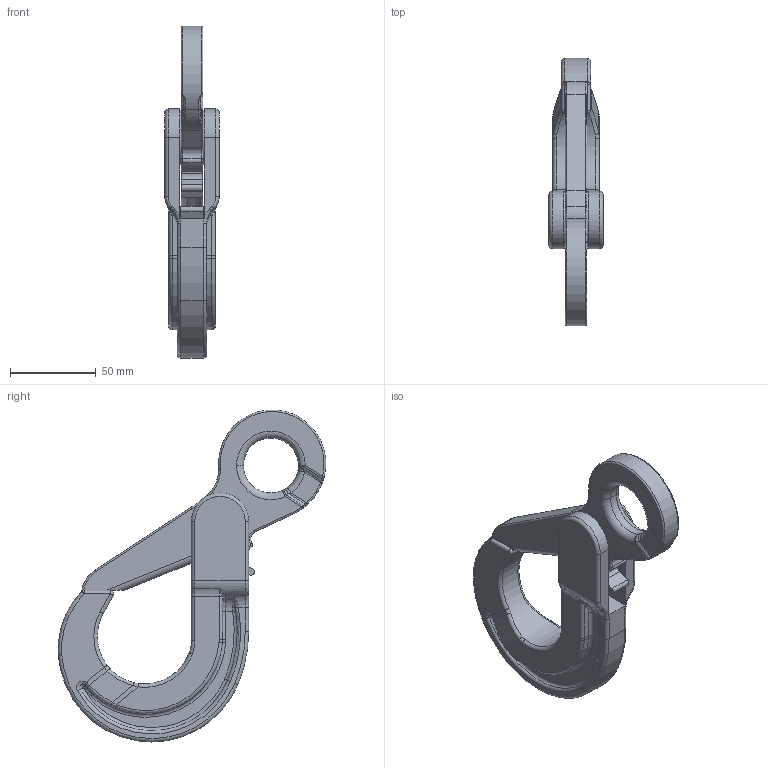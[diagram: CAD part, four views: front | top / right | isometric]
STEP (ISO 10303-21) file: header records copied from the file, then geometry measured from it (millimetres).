
FILE_DESCRIPTION(('CATIA V5 STEP Exchange'),'2;1');
FILE_NAME('8-027-10.stp','2016-01-29T06:00:37+00:00',('none'),('none'),'CATIA Version 5 Release 21 GA (IN-10)','CATIA V5 STEP AP203','none');
FILE_SCHEMA(('CONFIG_CONTROL_DESIGN'));
Length unit declared in the file: millimetre
Products named in the file (1): 8-027-10
Bounding box: 31.6 x 155.7 x 193.3 mm (x, y, z)
Volume: 203762.5 mm3; surface area: 43440.3 mm2
Topology: 1 solids, 1 shells, 283 faces, 691 edges, 400 vertices
Faces by surface type: cylinder 88, torus 76, bspline 64, plane 47, revolution 4, sphere 4
Entity records: 11290 total; most frequent: CARTESIAN_POINT 5456, ORIENTED_EDGE 1366, DIRECTION 862, EDGE_CURVE 683, AXIS2_PLACEMENT_3D 479, VERTEX_POINT 400, EDGE_LOOP 287, ADVANCED_FACE 283
